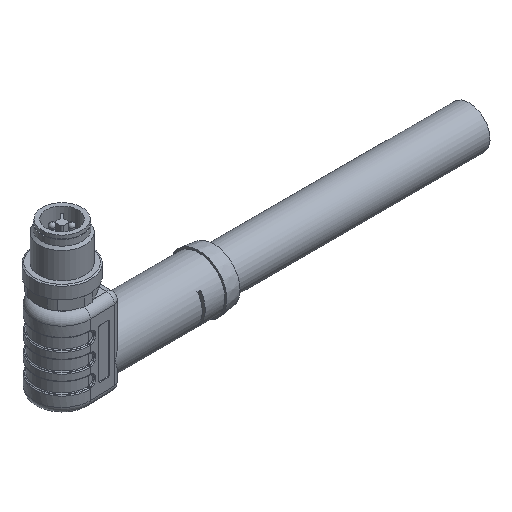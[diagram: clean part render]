
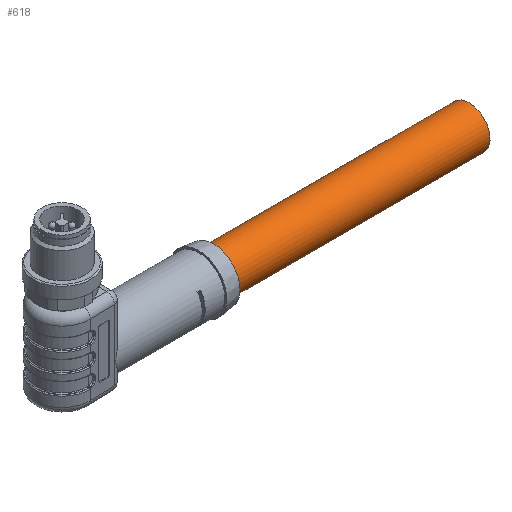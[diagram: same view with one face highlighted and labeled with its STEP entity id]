
A CAD part, isometric view. The second image highlights one B-rep face of the part: STEP entity #618.
In plain terms, the highlighted cylindrical face has radius 5.5 mm (diameter 11 mm), a full revolution.
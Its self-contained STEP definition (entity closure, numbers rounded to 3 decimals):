
#182=CYLINDRICAL_SURFACE('',#3535,5.5);
#618=ADVANCED_FACE('',(#769,#770),#182,.T.);
#769=FACE_BOUND('',#1021,.T.);
#770=FACE_BOUND('',#1022,.T.);
#1021=EDGE_LOOP('',(#1919));
#1022=EDGE_LOOP('',(#1920));
#1919=ORIENTED_EDGE('',*,*,#2333,.F.);
#1920=ORIENTED_EDGE('',*,*,#2632,.F.);
#2032=VERTEX_POINT('',#4863);
#2197=VERTEX_POINT('',#6151);
#2333=EDGE_CURVE('',#2032,#2032,#2988,.T.);
#2632=EDGE_CURVE('',#2197,#2197,#3137,.T.);
#2988=CIRCLE('',#3229,5.5);
#3137=CIRCLE('',#3534,5.5);
#3229=AXIS2_PLACEMENT_3D('',#4862,#3768,#3769);
#3534=AXIS2_PLACEMENT_3D('',#6150,#4476,#4477);
#3535=AXIS2_PLACEMENT_3D('',#6152,#4478,#4479);
#3768=DIRECTION('',(-1.,0.,0.));
#3769=DIRECTION('',(0.,0.,-1.));
#4476=DIRECTION('',(1.,0.,0.));
#4477=DIRECTION('',(0.,1.,-0.013));
#4478=DIRECTION('',(-1.,0.,0.));
#4479=DIRECTION('',(0.,-0.013,-1.));
#4862=CARTESIAN_POINT('',(100.,60.,-1.7));
#4863=CARTESIAN_POINT('',(100.,60.,-7.2));
#6150=CARTESIAN_POINT('',(167.486,60.,-1.7));
#6151=CARTESIAN_POINT('',(167.486,65.5,-1.772));
#6152=CARTESIAN_POINT('',(187.486,60.,-1.7));
